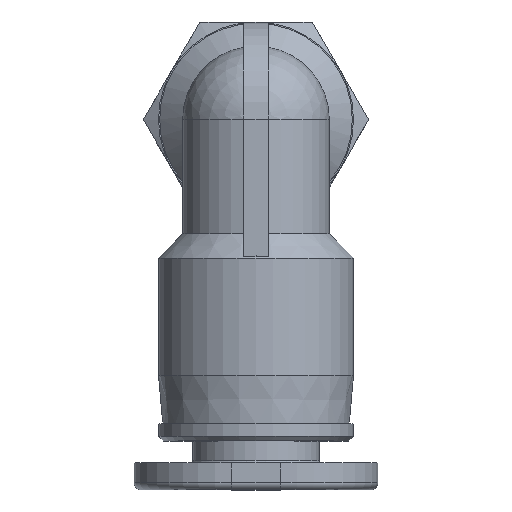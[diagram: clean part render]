
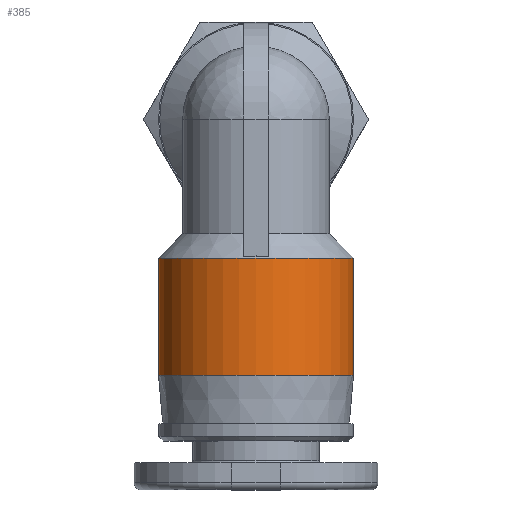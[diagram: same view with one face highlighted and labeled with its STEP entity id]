
A CAD part, top view. The second image highlights one B-rep face of the part: STEP entity #385.
In plain terms, the highlighted cylindrical face has radius 4 mm (diameter 8 mm), a partial arc.
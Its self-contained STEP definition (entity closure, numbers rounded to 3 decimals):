
#141=CARTESIAN_POINT('',(-4.,-0.1,4.1));
#142=VERTEX_POINT('',#141);
#151=CARTESIAN_POINT('',(4.,-0.1,4.1));
#152=VERTEX_POINT('',#151);
#153=CARTESIAN_POINT('',(0.,-0.1,4.1));
#154=DIRECTION('',(0.0,-1.0,0.0));
#155=DIRECTION('',(1.0,0.0,0.0));
#156=AXIS2_PLACEMENT_3D('',#153,#154,#155);
#157=CIRCLE('',#156,4.0);
#158=EDGE_CURVE('',#152,#142,#157,.T.);
#354=CARTESIAN_POINT('',(0.,-6.9,4.1));
#355=DIRECTION('',(0.0,1.0,0.0));
#356=DIRECTION('',(1.0,0.0,0.0));
#357=AXIS2_PLACEMENT_3D('',#354,#355,#356);
#358=CYLINDRICAL_SURFACE('',#357,4.0);
#359=CARTESIAN_POINT('',(4.,-4.9,4.1));
#360=VERTEX_POINT('',#359);
#361=CARTESIAN_POINT('',(4.,-0.1,4.1));
#362=DIRECTION('',(0.0,-1.0,0.0));
#363=VECTOR('',#362,4.8);
#364=LINE('',#361,#363);
#365=EDGE_CURVE('',#152,#360,#364,.T.);
#366=ORIENTED_EDGE('',*,*,#365,.F.);
#367=ORIENTED_EDGE('',*,*,#158,.T.);
#368=CARTESIAN_POINT('',(-4.,-4.9,4.1));
#369=VERTEX_POINT('',#368);
#370=CARTESIAN_POINT('',(-4.,-0.1,4.1));
#371=DIRECTION('',(0.0,-1.0,0.0));
#372=VECTOR('',#371,4.8);
#373=LINE('',#370,#372);
#374=EDGE_CURVE('',#142,#369,#373,.T.);
#375=ORIENTED_EDGE('',*,*,#374,.T.);
#376=CARTESIAN_POINT('',(0.,-4.9,4.1));
#377=DIRECTION('',(0.0,-1.0,0.0));
#378=DIRECTION('',(-1.0,0.0,0.0));
#379=AXIS2_PLACEMENT_3D('',#376,#377,#378);
#380=CIRCLE('',#379,4.0);
#381=EDGE_CURVE('',#360,#369,#380,.T.);
#382=ORIENTED_EDGE('',*,*,#381,.F.);
#383=EDGE_LOOP('',(#366,#367,#375,#382));
#384=FACE_OUTER_BOUND('',#383,.T.);
#385=ADVANCED_FACE('',(#384),#358,.T.);
